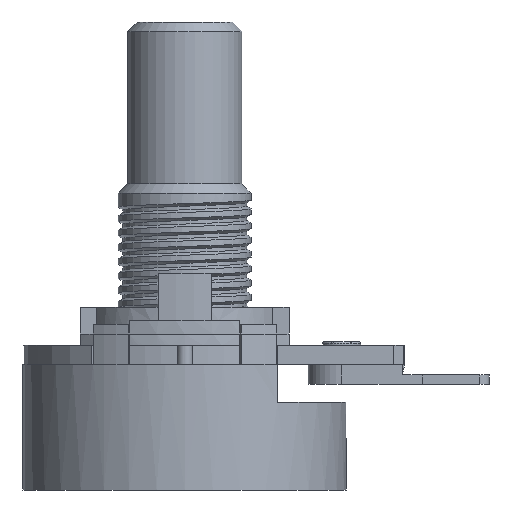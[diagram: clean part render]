
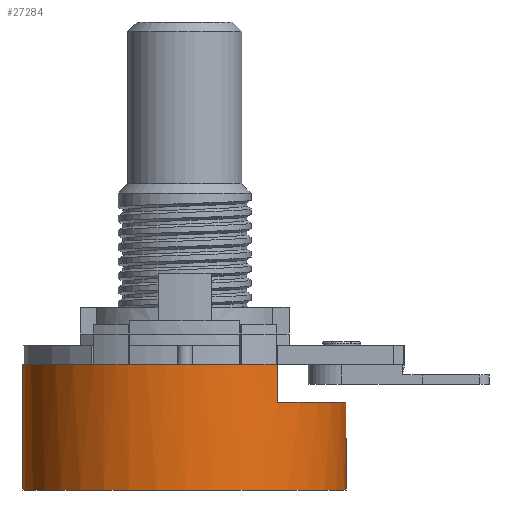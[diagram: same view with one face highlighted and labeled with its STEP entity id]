
A CAD part, left-side view. The second image highlights one B-rep face of the part: STEP entity #27284.
In plain terms, the highlighted cylindrical face has radius 8.5 mm (diameter 17 mm), a full revolution.
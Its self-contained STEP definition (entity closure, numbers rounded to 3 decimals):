
#26091 = VERTEX_POINT('',#26092);
#26092 = CARTESIAN_POINT('',(-7.965,2.969,-1.));
#26532 = EDGE_CURVE('',#26533,#26091,#26535,.T.);
#26533 = VERTEX_POINT('',#26534);
#26534 = CARTESIAN_POINT('',(-7.006,4.814,-1.));
#26535 = CIRCLE('',#26536,8.5);
#26536 = AXIS2_PLACEMENT_3D('',#26537,#26538,#26539);
#26537 = CARTESIAN_POINT('',(0.,0.,-1.));
#26538 = DIRECTION('',(0.,0.,1.));
#26539 = DIRECTION('',(1.,0.,0.));
#26564 = EDGE_CURVE('',#26533,#26565,#26567,.T.);
#26565 = VERTEX_POINT('',#26566);
#26566 = CARTESIAN_POINT('',(7.006,4.814,-1.));
#26567 = CIRCLE('',#26568,8.5);
#26568 = AXIS2_PLACEMENT_3D('',#26569,#26570,#26571);
#26569 = CARTESIAN_POINT('',(0.,0.,-1.));
#26570 = DIRECTION('',(0.,0.,-1.));
#26571 = DIRECTION('',(1.,0.,0.));
#26591 = VERTEX_POINT('',#26592);
#26592 = CARTESIAN_POINT('',(7.965,2.969,-1.));
#26598 = EDGE_CURVE('',#26591,#26599,#26601,.T.);
#26599 = VERTEX_POINT('',#26600);
#26600 = CARTESIAN_POINT('',(8.5,0.,-1.));
#26601 = CIRCLE('',#26602,8.5);
#26602 = AXIS2_PLACEMENT_3D('',#26603,#26604,#26605);
#26603 = CARTESIAN_POINT('',(0.,0.,-1.));
#26604 = DIRECTION('',(0.,0.,-1.));
#26605 = DIRECTION('',(1.,0.,0.));
#26626 = VERTEX_POINT('',#26627);
#26627 = CARTESIAN_POINT('',(-8.5,0.,-1.));
#26634 = EDGE_CURVE('',#26626,#26091,#26635,.T.);
#26635 = CIRCLE('',#26636,8.5);
#26636 = AXIS2_PLACEMENT_3D('',#26637,#26638,#26639);
#26637 = CARTESIAN_POINT('',(0.,0.,-1.));
#26638 = DIRECTION('',(0.,0.,-1.));
#26639 = DIRECTION('',(1.,0.,0.));
#27284 = ADVANCED_FACE('',(#27285),#27391,.T.);
#27285 = FACE_BOUND('',#27286,.T.);
#27286 = EDGE_LOOP('',(#27287,#27298,#27307,#27315,#27324,#27332,#27341,
    #27350,#27357,#27358,#27359,#27360,#27367,#27368,#27376,#27383,
    #27384));
#27287 = ORIENTED_EDGE('',*,*,#27288,.F.);
#27288 = EDGE_CURVE('',#27289,#27291,#27293,.T.);
#27289 = VERTEX_POINT('',#27290);
#27290 = CARTESIAN_POINT('',(7.006,-4.814,-1.));
#27291 = VERTEX_POINT('',#27292);
#27292 = CARTESIAN_POINT('',(7.965,-2.969,-1.));
#27293 = CIRCLE('',#27294,8.5);
#27294 = AXIS2_PLACEMENT_3D('',#27295,#27296,#27297);
#27295 = CARTESIAN_POINT('',(0.,0.,-1.));
#27296 = DIRECTION('',(0.,0.,1.));
#27297 = DIRECTION('',(-1.,0.,0.));
#27298 = ORIENTED_EDGE('',*,*,#27299,.T.);
#27299 = EDGE_CURVE('',#27289,#27300,#27302,.T.);
#27300 = VERTEX_POINT('',#27301);
#27301 = CARTESIAN_POINT('',(6.963,-4.875,-1.));
#27302 = CIRCLE('',#27303,8.5);
#27303 = AXIS2_PLACEMENT_3D('',#27304,#27305,#27306);
#27304 = CARTESIAN_POINT('',(0.,0.,-1.));
#27305 = DIRECTION('',(0.,0.,-1.));
#27306 = DIRECTION('',(1.,0.,0.));
#27307 = ORIENTED_EDGE('',*,*,#27308,.T.);
#27308 = EDGE_CURVE('',#27300,#27309,#27311,.T.);
#27309 = VERTEX_POINT('',#27310);
#27310 = CARTESIAN_POINT('',(6.963,-4.875,-3.));
#27311 = LINE('',#27312,#27313);
#27312 = CARTESIAN_POINT('',(6.963,-4.875,-1.));
#27313 = VECTOR('',#27314,1.);
#27314 = DIRECTION('',(-0.,-0.,-1.));
#27315 = ORIENTED_EDGE('',*,*,#27316,.F.);
#27316 = EDGE_CURVE('',#27317,#27309,#27319,.T.);
#27317 = VERTEX_POINT('',#27318);
#27318 = CARTESIAN_POINT('',(-6.963,-4.875,-3.));
#27319 = CIRCLE('',#27320,8.5);
#27320 = AXIS2_PLACEMENT_3D('',#27321,#27322,#27323);
#27321 = CARTESIAN_POINT('',(0.,0.,-3.));
#27322 = DIRECTION('',(0.,0.,1.));
#27323 = DIRECTION('',(1.,0.,0.));
#27324 = ORIENTED_EDGE('',*,*,#27325,.F.);
#27325 = EDGE_CURVE('',#27326,#27317,#27328,.T.);
#27326 = VERTEX_POINT('',#27327);
#27327 = CARTESIAN_POINT('',(-6.963,-4.875,-1.));
#27328 = LINE('',#27329,#27330);
#27329 = CARTESIAN_POINT('',(-6.963,-4.875,-1.));
#27330 = VECTOR('',#27331,1.);
#27331 = DIRECTION('',(-0.,-0.,-1.));
#27332 = ORIENTED_EDGE('',*,*,#27333,.T.);
#27333 = EDGE_CURVE('',#27326,#27334,#27336,.T.);
#27334 = VERTEX_POINT('',#27335);
#27335 = CARTESIAN_POINT('',(-7.006,-4.814,-1.));
#27336 = CIRCLE('',#27337,8.5);
#27337 = AXIS2_PLACEMENT_3D('',#27338,#27339,#27340);
#27338 = CARTESIAN_POINT('',(0.,0.,-1.));
#27339 = DIRECTION('',(0.,0.,-1.));
#27340 = DIRECTION('',(1.,0.,0.));
#27341 = ORIENTED_EDGE('',*,*,#27342,.T.);
#27342 = EDGE_CURVE('',#27334,#27343,#27345,.T.);
#27343 = VERTEX_POINT('',#27344);
#27344 = CARTESIAN_POINT('',(-7.965,-2.969,-1.));
#27345 = CIRCLE('',#27346,8.5);
#27346 = AXIS2_PLACEMENT_3D('',#27347,#27348,#27349);
#27347 = CARTESIAN_POINT('',(0.,0.,-1.));
#27348 = DIRECTION('',(0.,0.,-1.));
#27349 = DIRECTION('',(1.,0.,0.));
#27350 = ORIENTED_EDGE('',*,*,#27351,.T.);
#27351 = EDGE_CURVE('',#27343,#26626,#27352,.T.);
#27352 = CIRCLE('',#27353,8.5);
#27353 = AXIS2_PLACEMENT_3D('',#27354,#27355,#27356);
#27354 = CARTESIAN_POINT('',(0.,0.,-1.));
#27355 = DIRECTION('',(0.,0.,-1.));
#27356 = DIRECTION('',(1.,0.,0.));
#27357 = ORIENTED_EDGE('',*,*,#26634,.T.);
#27358 = ORIENTED_EDGE('',*,*,#26532,.F.);
#27359 = ORIENTED_EDGE('',*,*,#26564,.T.);
#27360 = ORIENTED_EDGE('',*,*,#27361,.T.);
#27361 = EDGE_CURVE('',#26565,#26591,#27362,.T.);
#27362 = CIRCLE('',#27363,8.5);
#27363 = AXIS2_PLACEMENT_3D('',#27364,#27365,#27366);
#27364 = CARTESIAN_POINT('',(0.,0.,-1.));
#27365 = DIRECTION('',(0.,0.,-1.));
#27366 = DIRECTION('',(-1.,-0.,-0.));
#27367 = ORIENTED_EDGE('',*,*,#26598,.T.);
#27368 = ORIENTED_EDGE('',*,*,#27369,.T.);
#27369 = EDGE_CURVE('',#26599,#27370,#27372,.T.);
#27370 = VERTEX_POINT('',#27371);
#27371 = CARTESIAN_POINT('',(8.5,0.,-7.6));
#27372 = LINE('',#27373,#27374);
#27373 = CARTESIAN_POINT('',(8.5,0.,-1.));
#27374 = VECTOR('',#27375,1.);
#27375 = DIRECTION('',(0.,0.,-1.));
#27376 = ORIENTED_EDGE('',*,*,#27377,.F.);
#27377 = EDGE_CURVE('',#27370,#27370,#27378,.T.);
#27378 = CIRCLE('',#27379,8.5);
#27379 = AXIS2_PLACEMENT_3D('',#27380,#27381,#27382);
#27380 = CARTESIAN_POINT('',(0.,0.,-7.6));
#27381 = DIRECTION('',(0.,0.,-1.));
#27382 = DIRECTION('',(1.,0.,0.));
#27383 = ORIENTED_EDGE('',*,*,#27369,.F.);
#27384 = ORIENTED_EDGE('',*,*,#27385,.T.);
#27385 = EDGE_CURVE('',#26599,#27291,#27386,.T.);
#27386 = CIRCLE('',#27387,8.5);
#27387 = AXIS2_PLACEMENT_3D('',#27388,#27389,#27390);
#27388 = CARTESIAN_POINT('',(0.,0.,-1.));
#27389 = DIRECTION('',(0.,0.,-1.));
#27390 = DIRECTION('',(1.,0.,0.));
#27391 = CYLINDRICAL_SURFACE('',#27392,8.5);
#27392 = AXIS2_PLACEMENT_3D('',#27393,#27394,#27395);
#27393 = CARTESIAN_POINT('',(0.,0.,-1.));
#27394 = DIRECTION('',(0.,0.,1.));
#27395 = DIRECTION('',(1.,0.,0.));
